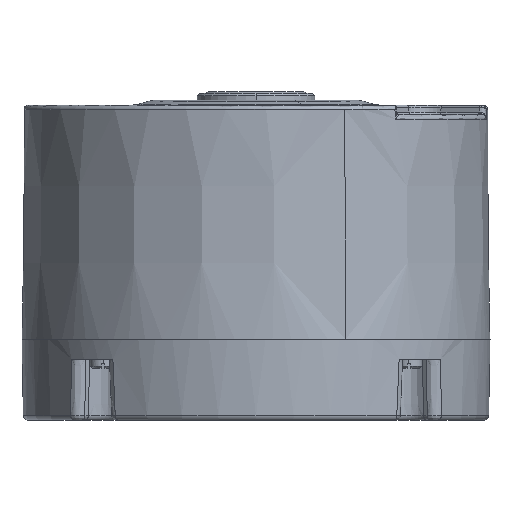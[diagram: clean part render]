
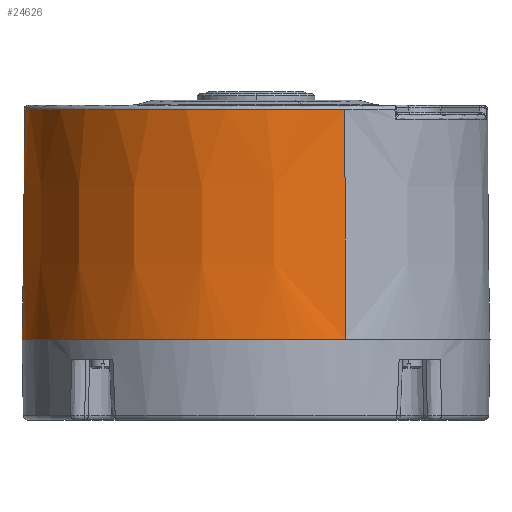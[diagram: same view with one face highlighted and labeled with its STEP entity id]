
A CAD part, front view. The second image highlights one B-rep face of the part: STEP entity #24626.
In plain terms, the highlighted conical face has half-angle 0.5 degrees and reference radius 49.531 mm.
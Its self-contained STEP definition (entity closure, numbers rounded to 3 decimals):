
#3290=CARTESIAN_POINT('',(0.,0.,-37.4));
#3291=DIRECTION('',(0.,0.,-1.));
#3292=DIRECTION('',(0.383,-0.924,0.));
#3293=AXIS2_PLACEMENT_3D('',#3290,#3291,#3292);
#3295=CARTESIAN_POINT('',(0.,0.,11.409));
#3296=DIRECTION('',(0.,0.,1.));
#3297=DIRECTION('',(-0.383,0.924,0.));
#3298=AXIS2_PLACEMENT_3D('',#3295,#3296,#3297);
#3329=DIRECTION('',(0.003,-0.008,-1.));
#3330=VECTOR('',#3329,48.811);
#3331=CARTESIAN_POINT('',(18.873,-45.564,11.409));
#3332=LINE('',#3331,#3330);
#3362=DIRECTION('',(-0.003,0.008,-1.));
#3363=VECTOR('',#3362,48.811);
#3364=CARTESIAN_POINT('',(-18.873,45.564,11.409));
#3365=LINE('',#3364,#3363);
#18627=CARTESIAN_POINT('',(-18.873,45.564,
11.409));
#18628=CARTESIAN_POINT('',(18.873,-45.564,
11.409));
#18629=VERTEX_POINT('',#18627);
#18630=VERTEX_POINT('',#18628);
#20089=CARTESIAN_POINT('',(19.036,-45.957,
-37.4));
#20090=CARTESIAN_POINT('',(-19.036,45.957,
-37.4));
#20091=VERTEX_POINT('',#20089);
#20092=VERTEX_POINT('',#20090);
#24612=CARTESIAN_POINT('',(0.,0.,-12.996));
#24613=DIRECTION('',(0.,0.,-1.));
#24614=DIRECTION('',(0.383,-0.924,0.));
#24615=AXIS2_PLACEMENT_3D('',#24612,#24613,#24614);
#24616=CONICAL_SURFACE('',#24615,49.531,0.5);
#24617=ORIENTED_EDGE('',*,*,#24484,.T.);
#24619=ORIENTED_EDGE('',*,*,#24618,.F.);
#24621=ORIENTED_EDGE('',*,*,#24620,.T.);
#24623=ORIENTED_EDGE('',*,*,#24622,.T.);
#24624=EDGE_LOOP('',(#24617,#24619,#24621,#24623));
#24625=FACE_OUTER_BOUND('',#24624,.F.);
#3294=CIRCLE('',#3293,49.744);
#3299=CIRCLE('',#3298,49.318);
#24484=EDGE_CURVE('',#20091,#20092,#3294,.T.);
#24618=EDGE_CURVE('',#18629,#20092,#3365,.T.);
#24620=EDGE_CURVE('',#18629,#18630,#3299,.T.);
#24622=EDGE_CURVE('',#18630,#20091,#3332,.T.);
#24626=ADVANCED_FACE('',(#24625),#24616,.T.);
